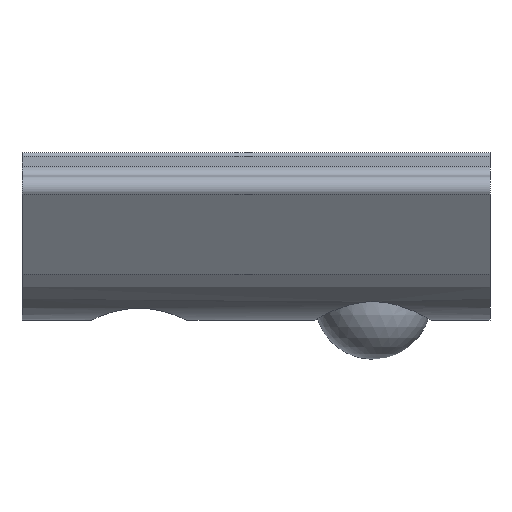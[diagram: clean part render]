
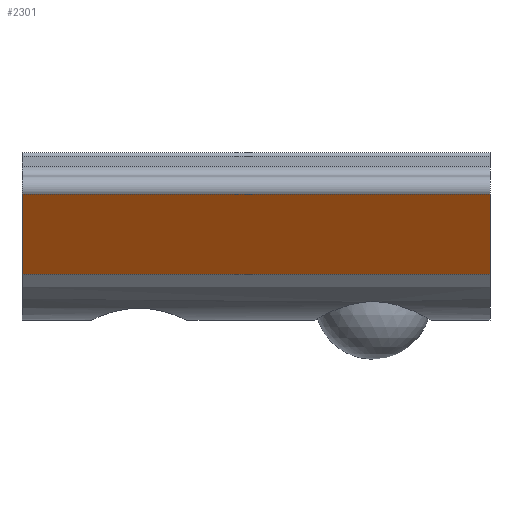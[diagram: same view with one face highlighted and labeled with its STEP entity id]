
A CAD part, front view. The second image highlights one B-rep face of the part: STEP entity #2301.
In plain terms, the highlighted planar face has unit normal (0, -0.839, -0.544).
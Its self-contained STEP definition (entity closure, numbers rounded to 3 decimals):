
#426 = CYLINDRICAL_SURFACE('',#427,2.6);
#427 = AXIS2_PLACEMENT_3D('',#428,#429,#430);
#428 = CARTESIAN_POINT('',(-3.,0.,-1.7));
#429 = DIRECTION('',(-1.,-0.,-0.));
#430 = DIRECTION('',(0.,0.,-1.));
#1044 = VERTEX_POINT('',#1045);
#1045 = CARTESIAN_POINT('',(9.,-2.181,-3.115));
#1062 = PLANE('',#1063);
#1063 = AXIS2_PLACEMENT_3D('',#1064,#1065,#1066);
#1064 = CARTESIAN_POINT('',(9.,0.,-1.7));
#1065 = DIRECTION('',(1.,0.,0.));
#1066 = DIRECTION('',(0.,0.,-1.));
#1074 = EDGE_CURVE('',#1075,#1044,#1077,.T.);
#1075 = VERTEX_POINT('',#1076);
#1076 = CARTESIAN_POINT('',(-3.,-2.181,-3.115));
#1077 = SURFACE_CURVE('',#1078,(#1082,#1089),.PCURVE_S1.);
#1078 = LINE('',#1079,#1080);
#1079 = CARTESIAN_POINT('',(-3.,-2.181,-3.115));
#1080 = VECTOR('',#1081,1.);
#1081 = DIRECTION('',(1.,0.,0.));
#1082 = PCURVE('',#426,#1083);
#1083 = DEFINITIONAL_REPRESENTATION('',(#1084),#1088);
#1084 = LINE('',#1085,#1086);
#1085 = CARTESIAN_POINT('',(0.996,0.));
#1086 = VECTOR('',#1087,1.);
#1087 = DIRECTION('',(0.,-1.));
#1088 = ( GEOMETRIC_REPRESENTATION_CONTEXT(2) 
PARAMETRIC_REPRESENTATION_CONTEXT() REPRESENTATION_CONTEXT('2D SPACE',''
  ) );
#1089 = PCURVE('',#1090,#1095);
#1090 = PLANE('',#1091);
#1091 = AXIS2_PLACEMENT_3D('',#1092,#1093,#1094);
#1092 = CARTESIAN_POINT('',(-3.,-3.512,-1.063));
#1093 = DIRECTION('',(0.,-0.839,-0.544));
#1094 = DIRECTION('',(0.,0.544,-0.839));
#1095 = DEFINITIONAL_REPRESENTATION('',(#1096),#1100);
#1096 = LINE('',#1097,#1098);
#1097 = CARTESIAN_POINT('',(2.445,0.));
#1098 = VECTOR('',#1099,1.);
#1099 = DIRECTION('',(0.,1.));
#1100 = ( GEOMETRIC_REPRESENTATION_CONTEXT(2) 
PARAMETRIC_REPRESENTATION_CONTEXT() REPRESENTATION_CONTEXT('2D SPACE',''
  ) );
#1119 = PLANE('',#1120);
#1120 = AXIS2_PLACEMENT_3D('',#1121,#1122,#1123);
#1121 = CARTESIAN_POINT('',(-3.,0.,-1.7));
#1122 = DIRECTION('',(1.,0.,0.));
#1123 = DIRECTION('',(0.,0.,-1.));
#1193 = EDGE_CURVE('',#1194,#1075,#1196,.T.);
#1194 = VERTEX_POINT('',#1195);
#1195 = CARTESIAN_POINT('',(-3.,-3.512,-1.063));
#1196 = SURFACE_CURVE('',#1197,(#1201,#1208),.PCURVE_S1.);
#1197 = LINE('',#1198,#1199);
#1198 = CARTESIAN_POINT('',(-3.,-3.512,-1.063));
#1199 = VECTOR('',#1200,1.);
#1200 = DIRECTION('',(0.,0.544,-0.839));
#1201 = PCURVE('',#1119,#1202);
#1202 = DEFINITIONAL_REPRESENTATION('',(#1203),#1207);
#1203 = LINE('',#1204,#1205);
#1204 = CARTESIAN_POINT('',(-0.637,-3.512));
#1205 = VECTOR('',#1206,1.);
#1206 = DIRECTION('',(0.839,0.544));
#1207 = ( GEOMETRIC_REPRESENTATION_CONTEXT(2) 
PARAMETRIC_REPRESENTATION_CONTEXT() REPRESENTATION_CONTEXT('2D SPACE',''
  ) );
#1208 = PCURVE('',#1090,#1209);
#1209 = DEFINITIONAL_REPRESENTATION('',(#1210),#1214);
#1210 = LINE('',#1211,#1212);
#1211 = CARTESIAN_POINT('',(0.,0.));
#1212 = VECTOR('',#1213,1.);
#1213 = DIRECTION('',(1.,0.));
#1214 = ( GEOMETRIC_REPRESENTATION_CONTEXT(2) 
PARAMETRIC_REPRESENTATION_CONTEXT() REPRESENTATION_CONTEXT('2D SPACE',''
  ) );
#1233 = CYLINDRICAL_SURFACE('',#1234,0.3);
#1234 = AXIS2_PLACEMENT_3D('',#1235,#1236,#1237);
#1235 = CARTESIAN_POINT('',(-3.,-3.26,-0.9));
#1236 = DIRECTION('',(-1.,-0.,-0.));
#1237 = DIRECTION('',(0.,0.,-1.));
#1551 = EDGE_CURVE('',#1552,#1044,#1554,.T.);
#1552 = VERTEX_POINT('',#1553);
#1553 = CARTESIAN_POINT('',(9.,-3.512,-1.063));
#1554 = SURFACE_CURVE('',#1555,(#1559,#1566),.PCURVE_S1.);
#1555 = LINE('',#1556,#1557);
#1556 = CARTESIAN_POINT('',(9.,-3.512,-1.063));
#1557 = VECTOR('',#1558,1.);
#1558 = DIRECTION('',(0.,0.544,-0.839));
#1559 = PCURVE('',#1062,#1560);
#1560 = DEFINITIONAL_REPRESENTATION('',(#1561),#1565);
#1561 = LINE('',#1562,#1563);
#1562 = CARTESIAN_POINT('',(-0.637,-3.512));
#1563 = VECTOR('',#1564,1.);
#1564 = DIRECTION('',(0.839,0.544));
#1565 = ( GEOMETRIC_REPRESENTATION_CONTEXT(2) 
PARAMETRIC_REPRESENTATION_CONTEXT() REPRESENTATION_CONTEXT('2D SPACE',''
  ) );
#1566 = PCURVE('',#1090,#1567);
#1567 = DEFINITIONAL_REPRESENTATION('',(#1568),#1572);
#1568 = LINE('',#1569,#1570);
#1569 = CARTESIAN_POINT('',(0.,12.));
#1570 = VECTOR('',#1571,1.);
#1571 = DIRECTION('',(1.,0.));
#1572 = ( GEOMETRIC_REPRESENTATION_CONTEXT(2) 
PARAMETRIC_REPRESENTATION_CONTEXT() REPRESENTATION_CONTEXT('2D SPACE',''
  ) );
#1882 = EDGE_CURVE('',#1194,#1552,#1883,.T.);
#1883 = SURFACE_CURVE('',#1884,(#1888,#1895),.PCURVE_S1.);
#1884 = LINE('',#1885,#1886);
#1885 = CARTESIAN_POINT('',(-3.,-3.512,-1.063));
#1886 = VECTOR('',#1887,1.);
#1887 = DIRECTION('',(1.,0.,0.));
#1888 = PCURVE('',#1233,#1889);
#1889 = DEFINITIONAL_REPRESENTATION('',(#1890),#1894);
#1890 = LINE('',#1891,#1892);
#1891 = CARTESIAN_POINT('',(0.996,0.));
#1892 = VECTOR('',#1893,1.);
#1893 = DIRECTION('',(0.,-1.));
#1894 = ( GEOMETRIC_REPRESENTATION_CONTEXT(2) 
PARAMETRIC_REPRESENTATION_CONTEXT() REPRESENTATION_CONTEXT('2D SPACE',''
  ) );
#1895 = PCURVE('',#1090,#1896);
#1896 = DEFINITIONAL_REPRESENTATION('',(#1897),#1901);
#1897 = LINE('',#1898,#1899);
#1898 = CARTESIAN_POINT('',(0.,0.));
#1899 = VECTOR('',#1900,1.);
#1900 = DIRECTION('',(0.,1.));
#1901 = ( GEOMETRIC_REPRESENTATION_CONTEXT(2) 
PARAMETRIC_REPRESENTATION_CONTEXT() REPRESENTATION_CONTEXT('2D SPACE',''
  ) );
#2301 = ADVANCED_FACE('',(#2302),#1090,.T.);
#2302 = FACE_BOUND('',#2303,.T.);
#2303 = EDGE_LOOP('',(#2304,#2305,#2306,#2307));
#2304 = ORIENTED_EDGE('',*,*,#1551,.F.);
#2305 = ORIENTED_EDGE('',*,*,#1882,.F.);
#2306 = ORIENTED_EDGE('',*,*,#1193,.T.);
#2307 = ORIENTED_EDGE('',*,*,#1074,.T.);
